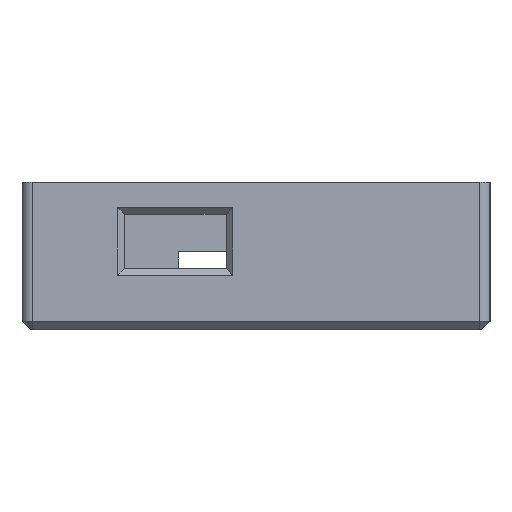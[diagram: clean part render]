
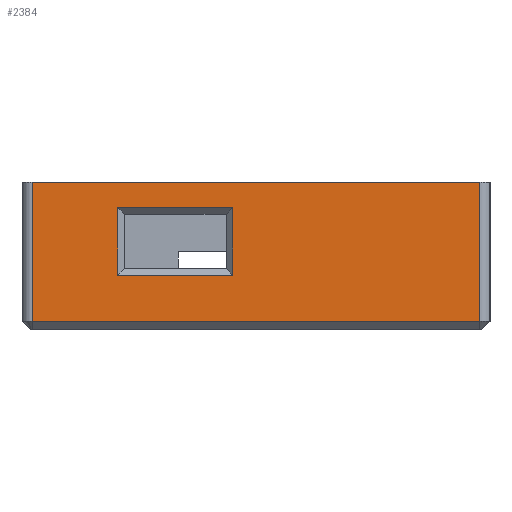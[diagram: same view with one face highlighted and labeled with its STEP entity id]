
A CAD part, left-side view. The second image highlights one B-rep face of the part: STEP entity #2384.
In plain terms, the highlighted planar face has unit normal (-1, 0, 0).
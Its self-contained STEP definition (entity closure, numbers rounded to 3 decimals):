
#15=FACE_BOUND('',#321,.T.);
#184=FACE_OUTER_BOUND('',#320,.T.);
#320=EDGE_LOOP('',(#1613,#1614,#1615,#1616));
#321=EDGE_LOOP('',(#1617,#1618,#1619,#1620));
#482=LINE('',#3488,#744);
#491=LINE('',#3518,#753);
#493=LINE('',#3524,#755);
#494=LINE('',#3525,#756);
#495=LINE('',#3528,#757);
#496=LINE('',#3530,#758);
#497=LINE('',#3532,#759);
#498=LINE('',#3533,#760);
#744=VECTOR('',#2770,10.);
#753=VECTOR('',#2803,10.);
#755=VECTOR('',#2809,10.);
#756=VECTOR('',#2810,10.);
#757=VECTOR('',#2811,10.);
#758=VECTOR('',#2812,10.);
#759=VECTOR('',#2813,10.);
#760=VECTOR('',#2814,10.);
#1003=VERTEX_POINT('',#3478);
#1005=VERTEX_POINT('',#3484);
#1015=VERTEX_POINT('',#3517);
#1017=VERTEX_POINT('',#3523);
#1018=VERTEX_POINT('',#3526);
#1019=VERTEX_POINT('',#3527);
#1020=VERTEX_POINT('',#3529);
#1021=VERTEX_POINT('',#3531);
#1234=EDGE_CURVE('',#1003,#1005,#482,.T.);
#1249=EDGE_CURVE('',#1015,#1005,#491,.T.);
#1252=EDGE_CURVE('',#1017,#1003,#493,.T.);
#1253=EDGE_CURVE('',#1015,#1017,#494,.T.);
#1254=EDGE_CURVE('',#1018,#1019,#495,.T.);
#1255=EDGE_CURVE('',#1020,#1018,#496,.T.);
#1256=EDGE_CURVE('',#1021,#1020,#497,.T.);
#1257=EDGE_CURVE('',#1019,#1021,#498,.T.);
#1613=ORIENTED_EDGE('',*,*,#1234,.F.);
#1614=ORIENTED_EDGE('',*,*,#1252,.F.);
#1615=ORIENTED_EDGE('',*,*,#1253,.F.);
#1616=ORIENTED_EDGE('',*,*,#1249,.T.);
#1617=ORIENTED_EDGE('',*,*,#1254,.F.);
#1618=ORIENTED_EDGE('',*,*,#1255,.F.);
#1619=ORIENTED_EDGE('',*,*,#1256,.F.);
#1620=ORIENTED_EDGE('',*,*,#1257,.F.);
#2285=PLANE('',#2543);
#2384=ADVANCED_FACE('',(#184,#15),#2285,.T.);
#2543=AXIS2_PLACEMENT_3D('',#3522,#2807,#2808);
#2770=DIRECTION('',(0.,1.,0.));
#2803=DIRECTION('',(0.,0.,-1.));
#2807=DIRECTION('center_axis',(-1.,0.,0.));
#2808=DIRECTION('ref_axis',(0.,1.,0.));
#2809=DIRECTION('',(0.,0.,-1.));
#2810=DIRECTION('',(0.,-1.,0.));
#2811=DIRECTION('',(0.,0.,-1.));
#2812=DIRECTION('',(0.,1.,0.));
#2813=DIRECTION('',(0.,0.,1.));
#2814=DIRECTION('',(0.,-1.,0.));
#3478=CARTESIAN_POINT('',(-56.5,-17.2,-55.));
#3484=CARTESIAN_POINT('',(-56.5,48.8,-55.));
#3488=CARTESIAN_POINT('',(-56.5,2.3,-55.));
#3517=CARTESIAN_POINT('',(-56.5,48.8,-34.5));
#3518=CARTESIAN_POINT('',(-56.5,48.8,-34.5));
#3522=CARTESIAN_POINT('Origin',(-56.5,-11.2,-53.2));
#3523=CARTESIAN_POINT('',(-56.5,-17.2,-34.5));
#3524=CARTESIAN_POINT('',(-56.5,-17.2,-34.5));
#3525=CARTESIAN_POINT('',(-56.5,48.8,-34.5));
#3526=CARTESIAN_POINT('',(-56.5,36.2,-38.2));
#3527=CARTESIAN_POINT('',(-56.5,36.2,-48.2));
#3528=CARTESIAN_POINT('',(-56.5,36.2,-46.2));
#3529=CARTESIAN_POINT('',(-56.5,19.2,-38.2));
#3530=CARTESIAN_POINT('',(-56.5,4.5,-38.2));
#3531=CARTESIAN_POINT('',(-56.5,19.2,-48.2));
#3532=CARTESIAN_POINT('',(-56.5,19.2,-50.2));
#3533=CARTESIAN_POINT('',(-56.5,12.,-48.2));
